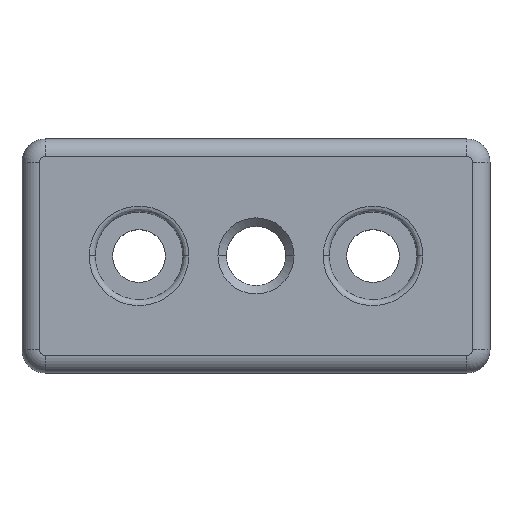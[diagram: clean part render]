
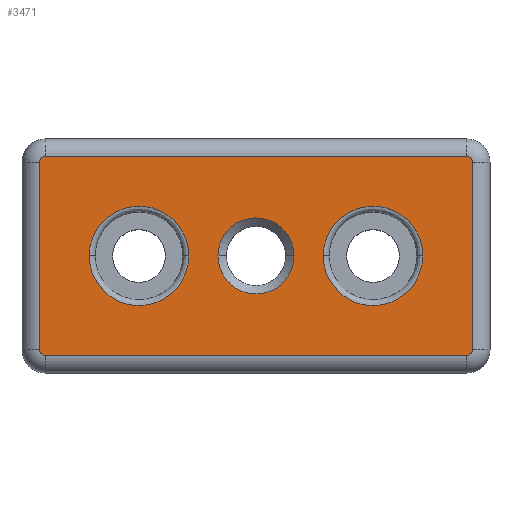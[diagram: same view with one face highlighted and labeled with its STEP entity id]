
A CAD part, top view. The second image highlights one B-rep face of the part: STEP entity #3471.
In plain terms, the highlighted planar face has unit normal (0, 0, 1).
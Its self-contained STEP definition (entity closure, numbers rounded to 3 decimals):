
#128 = VERTEX_POINT ( 'NONE', #3820 ) ;
#138 = CARTESIAN_POINT ( 'NONE',  ( 28.5, 17., 16. ) ) ;
#141 = AXIS2_PLACEMENT_3D ( 'NONE', #5905, #5928, #3151 ) ;
#177 = CARTESIAN_POINT ( 'NONE',  ( 6.5, 0., 16. ) ) ;
#215 = VERTEX_POINT ( 'NONE', #6022 ) ;
#269 = LINE ( 'NONE', #2324, #5696 ) ;
#273 = CARTESIAN_POINT ( 'NONE',  ( -11.5, 17., 16. ) ) ;
#295 = ORIENTED_EDGE ( 'NONE', *, *, #4314, .F. ) ;
#429 = EDGE_CURVE ( 'NONE', #3988, #5028, #4851, .T. ) ;
#507 = AXIS2_PLACEMENT_3D ( 'NONE', #5623, #6896, #5219 ) ;
#546 = ORIENTED_EDGE ( 'NONE', *, *, #836, .F. ) ;
#573 = CARTESIAN_POINT ( 'NONE',  ( -28.5, 0., 16. ) ) ;
#598 = CIRCLE ( 'NONE', #2891, 1. ) ;
#609 = CARTESIAN_POINT ( 'NONE',  ( 11.5, 0., 16. ) ) ;
#629 = CARTESIAN_POINT ( 'NONE',  ( -36., -16., 16. ) ) ;
#836 = EDGE_CURVE ( 'NONE', #6519, #3419, #269, .T. ) ;
#929 = ORIENTED_EDGE ( 'NONE', *, *, #429, .F. ) ;
#968 = EDGE_CURVE ( 'NONE', #215, #2460, #2879, .T. ) ;
#1031 = DIRECTION ( 'NONE',  ( -1., 0., 0. ) ) ;
#1118 = ORIENTED_EDGE ( 'NONE', *, *, #2216, .T. ) ;
#1152 = DIRECTION ( 'NONE',  ( -1., 0., 0. ) ) ;
#1206 = VECTOR ( 'NONE', #3574, 1000. ) ;
#1246 = ORIENTED_EDGE ( 'NONE', *, *, #4828, .F. ) ;
#1252 = CIRCLE ( 'NONE', #5130, 1. ) ;
#1332 = CARTESIAN_POINT ( 'NONE',  ( -28.5, 17., 16. ) ) ;
#1386 = DIRECTION ( 'NONE',  ( -1., 0., 0. ) ) ;
#1411 = CARTESIAN_POINT ( 'NONE',  ( 0., 0., 16. ) ) ;
#1417 = ORIENTED_EDGE ( 'NONE', *, *, #6492, .F. ) ;
#1490 = CIRCLE ( 'NONE', #141, 6.5 ) ;
#1672 = VECTOR ( 'NONE', #7012, 1000. ) ;
#1736 = DIRECTION ( 'NONE',  ( 0., 0., 1. ) ) ;
#1790 = CARTESIAN_POINT ( 'NONE',  ( 36., 17., 16. ) ) ;
#1823 = CARTESIAN_POINT ( 'NONE',  ( 11.5, 0., 16. ) ) ;
#1884 = EDGE_CURVE ( 'NONE', #4307, #2741, #3630, .T. ) ;
#1921 = EDGE_CURVE ( 'NONE', #6519, #2741, #598, .T. ) ;
#1928 = CARTESIAN_POINT ( 'NONE',  ( -11.5, 0., 16. ) ) ;
#1952 = EDGE_CURVE ( 'NONE', #5104, #3419, #5955, .T. ) ;
#2107 = CARTESIAN_POINT ( 'NONE',  ( -28.5, -17., 16. ) ) ;
#2136 = ORIENTED_EDGE ( 'NONE', *, *, #6139, .F. ) ;
#2144 = CARTESIAN_POINT ( 'NONE',  ( -6.5, 0., 16. ) ) ;
#2165 = CARTESIAN_POINT ( 'NONE',  ( 37., 16., 16. ) ) ;
#2191 = ORIENTED_EDGE ( 'NONE', *, *, #1884, .F. ) ;
#2216 = EDGE_CURVE ( 'NONE', #3988, #4039, #2376, .T. ) ;
#2218 = EDGE_LOOP ( 'NONE', ( #3181, #1417 ) ) ;
#2324 = CARTESIAN_POINT ( 'NONE',  ( 40., -17., 16. ) ) ;
#2361 = FACE_OUTER_BOUND ( 'NONE', #4928, .T. ) ;
#2376 = CIRCLE ( 'NONE', #507, 1. ) ;
#2403 =( BOUNDED_CURVE ( )  B_SPLINE_CURVE ( 3, ( #4971, #5545, #2868, #4519 ),
 .UNSPECIFIED., .F., .F. ) 
 B_SPLINE_CURVE_WITH_KNOTS ( ( 4, 4 ),
 ( 0., 0.5 ),
 .UNSPECIFIED. ) 
 CURVE ( )  GEOMETRIC_REPRESENTATION_ITEM ( )  RATIONAL_B_SPLINE_CURVE ( ( 1., 0.333, 0.333, 1. ) ) 
 REPRESENTATION_ITEM ( '' )  );
#2449 = DIRECTION ( 'NONE',  ( 0., 0., 1. ) ) ;
#2460 = VERTEX_POINT ( 'NONE', #573 ) ;
#2562 = ORIENTED_EDGE ( 'NONE', *, *, #1921, .T. ) ;
#2638 = CARTESIAN_POINT ( 'NONE',  ( -11.5, 0., 16. ) ) ;
#2741 = VERTEX_POINT ( 'NONE', #3350 ) ;
#2776 = FACE_BOUND ( 'NONE', #4478, .T. ) ;
#2868 = CARTESIAN_POINT ( 'NONE',  ( 28.5, -17., 16. ) ) ;
#2879 =( BOUNDED_CURVE ( )  B_SPLINE_CURVE ( 3, ( #1928, #273, #1332, #4088 ),
 .UNSPECIFIED., .F., .T. ) 
 B_SPLINE_CURVE_WITH_KNOTS ( ( 4, 4 ),
 ( 0.5, 1. ),
 .UNSPECIFIED. ) 
 CURVE ( )  GEOMETRIC_REPRESENTATION_ITEM ( )  RATIONAL_B_SPLINE_CURVE ( ( 1., 0.333, 0.333, 1. ) ) 
 REPRESENTATION_ITEM ( '' )  );
#2891 = AXIS2_PLACEMENT_3D ( 'NONE', #3787, #5964, #1031 ) ;
#3038 = DIRECTION ( 'NONE',  ( 1., 0., 0. ) ) ;
#3076 = AXIS2_PLACEMENT_3D ( 'NONE', #6678, #3378, #6846 ) ;
#3135 = CARTESIAN_POINT ( 'NONE',  ( -37., -20., 16. ) ) ;
#3151 = DIRECTION ( 'NONE',  ( 1., 0., 0. ) ) ;
#3171 = PLANE ( 'NONE',  #3076 ) ;
#3181 = ORIENTED_EDGE ( 'NONE', *, *, #4082, .F. ) ;
#3350 = CARTESIAN_POINT ( 'NONE',  ( 37., -16., 16. ) ) ;
#3378 = DIRECTION ( 'NONE',  ( 0., 0., -1. ) ) ;
#3381 = DIRECTION ( 'NONE',  ( -1., 0., 0. ) ) ;
#3397 = ORIENTED_EDGE ( 'NONE', *, *, #1952, .T. ) ;
#3419 = VERTEX_POINT ( 'NONE', #3766 ) ;
#3471 = ADVANCED_FACE ( 'NONE', ( #5512, #2776, #4043, #2361 ), #3171, .F. ) ;
#3574 = DIRECTION ( 'NONE',  ( 1., 0., 0. ) ) ;
#3630 = LINE ( 'NONE', #6270, #3721 ) ;
#3721 = VECTOR ( 'NONE', #4078, 1000. ) ;
#3766 = CARTESIAN_POINT ( 'NONE',  ( -36., -17., 16. ) ) ;
#3787 = CARTESIAN_POINT ( 'NONE',  ( 36., -16., 16. ) ) ;
#3800 = ORIENTED_EDGE ( 'NONE', *, *, #968, .F. ) ;
#3820 = CARTESIAN_POINT ( 'NONE',  ( 28.5, 0., 16. ) ) ;
#3959 = CIRCLE ( 'NONE', #6864, 6.5 ) ;
#3988 = VERTEX_POINT ( 'NONE', #6216 ) ;
#4039 = VERTEX_POINT ( 'NONE', #6862 ) ;
#4043 = FACE_BOUND ( 'NONE', #2218, .T. ) ;
#4078 = DIRECTION ( 'NONE',  ( 0., -1., 0. ) ) ;
#4081 = ORIENTED_EDGE ( 'NONE', *, *, #6428, .T. ) ;
#4082 = EDGE_CURVE ( 'NONE', #6849, #4259, #3959, .T. ) ;
#4088 = CARTESIAN_POINT ( 'NONE',  ( -28.5, 0., 16. ) ) ;
#4259 = VERTEX_POINT ( 'NONE', #2144 ) ;
#4298 = CARTESIAN_POINT ( 'NONE',  ( 28.5, 0., 16. ) ) ;
#4307 = VERTEX_POINT ( 'NONE', #2165 ) ;
#4314 = EDGE_CURVE ( 'NONE', #128, #6940, #6814, .T. ) ;
#4478 = EDGE_LOOP ( 'NONE', ( #2136, #3800 ) ) ;
#4519 = CARTESIAN_POINT ( 'NONE',  ( 28.5, 0., 16. ) ) ;
#4813 = AXIS2_PLACEMENT_3D ( 'NONE', #629, #1736, #1152 ) ;
#4828 = EDGE_CURVE ( 'NONE', #5104, #4039, #6525, .T. ) ;
#4851 = LINE ( 'NONE', #5257, #1206 ) ;
#4928 = EDGE_LOOP ( 'NONE', ( #2191, #4081, #929, #1118, #1246, #3397, #546, #2562 ) ) ;
#4971 = CARTESIAN_POINT ( 'NONE',  ( 11.5, 0., 16. ) ) ;
#5028 = VERTEX_POINT ( 'NONE', #1790 ) ;
#5047 = EDGE_CURVE ( 'NONE', #6940, #128, #2403, .T. ) ;
#5104 = VERTEX_POINT ( 'NONE', #5312 ) ;
#5130 = AXIS2_PLACEMENT_3D ( 'NONE', #5709, #2449, #1386 ) ;
#5219 = DIRECTION ( 'NONE',  ( -1., 0., 0. ) ) ;
#5257 = CARTESIAN_POINT ( 'NONE',  ( 40., 17., 16. ) ) ;
#5312 = CARTESIAN_POINT ( 'NONE',  ( -37., -16., 16. ) ) ;
#5412 = CARTESIAN_POINT ( 'NONE',  ( -28.5, 0., 16. ) ) ;
#5478 = EDGE_LOOP ( 'NONE', ( #5936, #295 ) ) ;
#5512 = FACE_BOUND ( 'NONE', #5478, .T. ) ;
#5545 = CARTESIAN_POINT ( 'NONE',  ( 11.5, -17., 16. ) ) ;
#5623 = CARTESIAN_POINT ( 'NONE',  ( -36., 16., 16. ) ) ;
#5696 = VECTOR ( 'NONE', #3381, 1000. ) ;
#5709 = CARTESIAN_POINT ( 'NONE',  ( 36., 16., 16. ) ) ;
#5905 = CARTESIAN_POINT ( 'NONE',  ( 0., 0., 16. ) ) ;
#5909 = CARTESIAN_POINT ( 'NONE',  ( -11.5, -17., 16. ) ) ;
#5928 = DIRECTION ( 'NONE',  ( 0., 0., 1. ) ) ;
#5936 = ORIENTED_EDGE ( 'NONE', *, *, #5047, .F. ) ;
#5955 = CIRCLE ( 'NONE', #4813, 1. ) ;
#5964 = DIRECTION ( 'NONE',  ( 0., 0., 1. ) ) ;
#6022 = CARTESIAN_POINT ( 'NONE',  ( -11.5, 0., 16. ) ) ;
#6139 = EDGE_CURVE ( 'NONE', #2460, #215, #6724, .T. ) ;
#6216 = CARTESIAN_POINT ( 'NONE',  ( -36., 17., 16. ) ) ;
#6270 = CARTESIAN_POINT ( 'NONE',  ( 37., -20., 16. ) ) ;
#6314 = DIRECTION ( 'NONE',  ( 0., 0., 1. ) ) ;
#6428 = EDGE_CURVE ( 'NONE', #4307, #5028, #1252, .T. ) ;
#6462 = CARTESIAN_POINT ( 'NONE',  ( 36., -17., 16. ) ) ;
#6492 = EDGE_CURVE ( 'NONE', #4259, #6849, #1490, .T. ) ;
#6519 = VERTEX_POINT ( 'NONE', #6462 ) ;
#6525 = LINE ( 'NONE', #3135, #1672 ) ;
#6678 = CARTESIAN_POINT ( 'NONE',  ( 40., -20., 16. ) ) ;
#6724 =( BOUNDED_CURVE ( )  B_SPLINE_CURVE ( 3, ( #5412, #2107, #5909, #2638 ),
 .UNSPECIFIED., .F., .F. ) 
 B_SPLINE_CURVE_WITH_KNOTS ( ( 4, 4 ),
 ( 0., 0.5 ),
 .UNSPECIFIED. ) 
 CURVE ( )  GEOMETRIC_REPRESENTATION_ITEM ( )  RATIONAL_B_SPLINE_CURVE ( ( 1., 0.333, 0.333, 1. ) ) 
 REPRESENTATION_ITEM ( '' )  );
#6752 = CARTESIAN_POINT ( 'NONE',  ( 11.5, 17., 16. ) ) ;
#6814 =( BOUNDED_CURVE ( )  B_SPLINE_CURVE ( 3, ( #4298, #138, #6752, #609 ),
 .UNSPECIFIED., .F., .F. ) 
 B_SPLINE_CURVE_WITH_KNOTS ( ( 4, 4 ),
 ( 0.5, 1. ),
 .UNSPECIFIED. ) 
 CURVE ( )  GEOMETRIC_REPRESENTATION_ITEM ( )  RATIONAL_B_SPLINE_CURVE ( ( 1., 0.333, 0.333, 1. ) ) 
 REPRESENTATION_ITEM ( '' )  );
#6846 = DIRECTION ( 'NONE',  ( -1., 0., 0. ) ) ;
#6849 = VERTEX_POINT ( 'NONE', #177 ) ;
#6862 = CARTESIAN_POINT ( 'NONE',  ( -37., 16., 16. ) ) ;
#6864 = AXIS2_PLACEMENT_3D ( 'NONE', #1411, #6314, #3038 ) ;
#6896 = DIRECTION ( 'NONE',  ( 0., 0., 1. ) ) ;
#6940 = VERTEX_POINT ( 'NONE', #1823 ) ;
#7012 = DIRECTION ( 'NONE',  ( 0., 1., 0. ) ) ;
